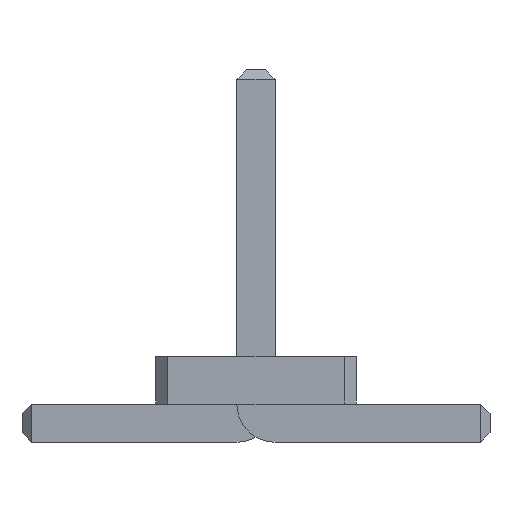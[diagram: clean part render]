
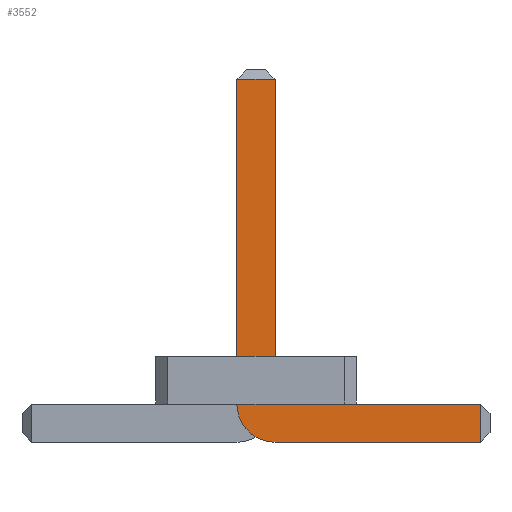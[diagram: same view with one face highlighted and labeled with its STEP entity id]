
A CAD part, front view. The second image highlights one B-rep face of the part: STEP entity #3552.
In plain terms, the highlighted planar face has unit normal (0, -1, 0).
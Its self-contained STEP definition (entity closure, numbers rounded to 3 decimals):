
#13=DIRECTION('',(0.,0.,1.));
#67=DIRECTION('',(1.,0.,0.));
#1580=VECTOR('',#67,1.);
#1591=DIRECTION('',(0.,1.,0.));
#1633=DIRECTION('',(-1.,0.,0.));
#3143=VECTOR('',#1633,1.);
#3360=DIRECTION('',(-0.,1.,0.));
#3361=DIRECTION('',(0.,0.,-1.));
#3368=VECTOR('',#3369,1.);
#3369=DIRECTION('',(0.,0.,1.));
#3380=VECTOR('',#3361,1.);
#3398=VERTEX_POINT('',#3399);
#3399=CARTESIAN_POINT('',(2.35,-16.71,0.));
#3402=ORIENTED_EDGE('',*,*,#3403,.T.);
#3403=EDGE_CURVE('',#3398,#3404,#3406,.T.);
#3404=VERTEX_POINT('',#3405);
#3405=CARTESIAN_POINT('',(0.2,-16.71,0.));
#3406=LINE('',#3407,#3143);
#3407=CARTESIAN_POINT('',(2.45,-16.71,0.));
#3446=VERTEX_POINT('',#3447);
#3447=CARTESIAN_POINT('',(-0.2,-16.71,0.4));
#3450=EDGE_CURVE('',#3404,#3446,#3451,.T.);
#3451=CIRCLE('',#3452,0.4);
#3452=AXIS2_PLACEMENT_3D('',#3453,#3360,#3361);
#3453=CARTESIAN_POINT('',(0.2,-16.71,0.4));
#3462=VERTEX_POINT('',#3453);
#3464=ORIENTED_EDGE('',*,*,#3465,.T.);
#3465=EDGE_CURVE('',#3462,#3466,#3468,.T.);
#3466=VERTEX_POINT('',#3467);
#3467=CARTESIAN_POINT('',(2.35,-16.71,0.4));
#3468=LINE('',#3453,#1580);
#3478=ORIENTED_EDGE('',*,*,#3479,.T.);
#3479=EDGE_CURVE('',#3446,#3480,#3482,.T.);
#3480=VERTEX_POINT('',#3481);
#3481=CARTESIAN_POINT('',(-0.2,-16.71,3.8));
#3482=LINE('',#3483,#3368);
#3483=CARTESIAN_POINT('',(-0.2,-16.71,0.));
#3496=VERTEX_POINT('',#3497);
#3497=CARTESIAN_POINT('',(0.2,-16.71,3.8));
#3499=ORIENTED_EDGE('',*,*,#3500,.T.);
#3500=EDGE_CURVE('',#3496,#3462,#3501,.T.);
#3501=LINE('',#3502,#3380);
#3502=CARTESIAN_POINT('',(0.2,-16.71,3.9));
#3552=ADVANCED_FACE('',(#3553),#3562,.F.);
#3553=FACE_BOUND('',#3554,.F.);
#3554=EDGE_LOOP('',(#3402,#3555,#3478,#3556,#3499,#3464,#3559));
#3555=ORIENTED_EDGE('',*,*,#3450,.T.);
#3556=ORIENTED_EDGE('',*,*,#3557,.T.);
#3557=EDGE_CURVE('',#3480,#3496,#3558,.T.);
#3558=LINE('',#3481,#1580);
#3559=ORIENTED_EDGE('',*,*,#3560,.T.);
#3560=EDGE_CURVE('',#3466,#3398,#3561,.T.);
#3561=LINE('',#3467,#3380);
#3562=PLANE('',#3563);
#3563=AXIS2_PLACEMENT_3D('',#3564,#1591,#13);
#3564=CARTESIAN_POINT('',(0.524,-16.71,1.349));
